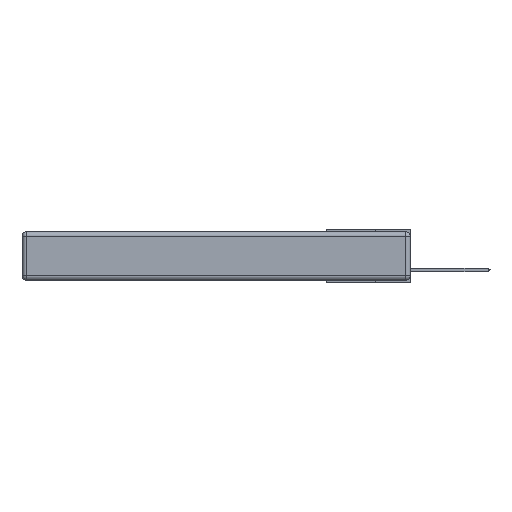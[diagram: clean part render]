
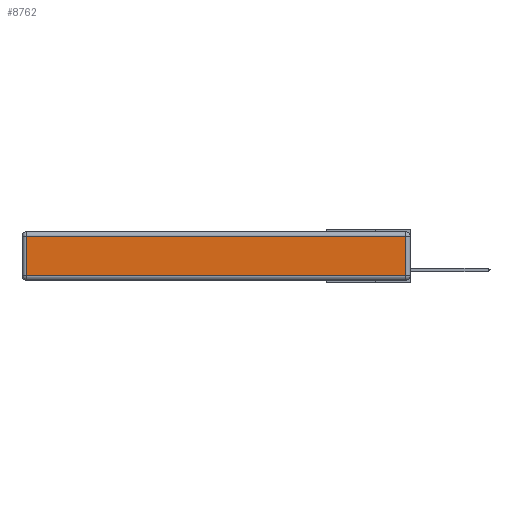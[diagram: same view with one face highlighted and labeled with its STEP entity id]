
A CAD part, left-side view. The second image highlights one B-rep face of the part: STEP entity #8762.
In plain terms, the highlighted planar face has unit normal (-1, 0, 0).
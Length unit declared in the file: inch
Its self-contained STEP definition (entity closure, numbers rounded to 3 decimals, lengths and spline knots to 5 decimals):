
#436 = LINE ( 'NONE', #19175, #6877 ) ;
#806 = AXIS2_PLACEMENT_3D ( 'NONE', #15765, #17657, #5403 ) ;
#1431 = VECTOR ( 'NONE', #2984, 39.37008 ) ;
#2248 = CARTESIAN_POINT ( 'NONE',  ( 0., 0.03, -0.313 ) ) ;
#2417 = VERTEX_POINT ( 'NONE', #8858 ) ;
#2984 = DIRECTION ( 'NONE',  ( 0., -1., 0. ) ) ;
#3491 = EDGE_LOOP ( 'NONE', ( #12276, #16954, #20091, #7920 ) ) ;
#5403 = DIRECTION ( 'NONE',  ( 0., 0., 1. ) ) ;
#6716 = VERTEX_POINT ( 'NONE', #2248 ) ;
#6877 = VECTOR ( 'NONE', #15973, 39.37008 ) ;
#7120 = EDGE_CURVE ( 'NONE', #2417, #16450, #436, .T. ) ;
#7920 = ORIENTED_EDGE ( 'NONE', *, *, #7120, .T. ) ;
#8565 = VECTOR ( 'NONE', #20173, 39.37008 ) ;
#8762 = ADVANCED_FACE ( 'NONE', ( #11850 ), #10586, .T. ) ;
#8858 = CARTESIAN_POINT ( 'NONE',  ( 0., 2.72, -0.03 ) ) ;
#10586 = PLANE ( 'NONE',  #806 ) ;
#11721 = EDGE_CURVE ( 'NONE', #16450, #6716, #15440, .T. ) ;
#11770 = CARTESIAN_POINT ( 'NONE',  ( 0., 0.03, -0.03 ) ) ;
#11850 = FACE_OUTER_BOUND ( 'NONE', #3491, .T. ) ;
#11960 = CARTESIAN_POINT ( 'NONE',  ( 0., 2.72, -0.313 ) ) ;
#12276 = ORIENTED_EDGE ( 'NONE', *, *, #11721, .T. ) ;
#13588 = DIRECTION ( 'NONE',  ( 0., 1., 0. ) ) ;
#14658 = LINE ( 'NONE', #20419, #17054 ) ;
#14898 = EDGE_CURVE ( 'NONE', #6716, #20247, #15005, .T. ) ;
#15005 = LINE ( 'NONE', #18524, #8565 ) ;
#15172 = CARTESIAN_POINT ( 'NONE',  ( 0., 0., -0.313 ) ) ;
#15440 = LINE ( 'NONE', #15172, #1431 ) ;
#15765 = CARTESIAN_POINT ( 'NONE',  ( 0., 0., -0.343 ) ) ;
#15973 = DIRECTION ( 'NONE',  ( 0., 0., -1. ) ) ;
#16450 = VERTEX_POINT ( 'NONE', #11960 ) ;
#16802 = EDGE_CURVE ( 'NONE', #20247, #2417, #14658, .T. ) ;
#16954 = ORIENTED_EDGE ( 'NONE', *, *, #14898, .T. ) ;
#17054 = VECTOR ( 'NONE', #13588, 39.37008 ) ;
#17657 = DIRECTION ( 'NONE',  ( -1., 0., 0. ) ) ;
#18524 = CARTESIAN_POINT ( 'NONE',  ( 0., 0.03, -0.343 ) ) ;
#19175 = CARTESIAN_POINT ( 'NONE',  ( 0., 2.72, -0.343 ) ) ;
#20091 = ORIENTED_EDGE ( 'NONE', *, *, #16802, .T. ) ;
#20173 = DIRECTION ( 'NONE',  ( 0., 0., 1. ) ) ;
#20247 = VERTEX_POINT ( 'NONE', #11770 ) ;
#20419 = CARTESIAN_POINT ( 'NONE',  ( 0., 2.75, -0.03 ) ) ;
